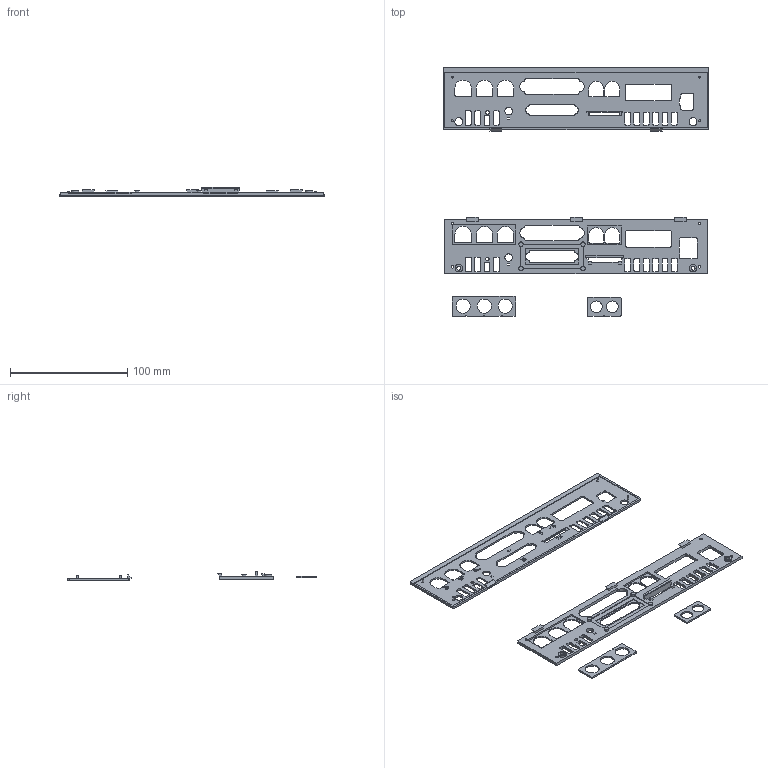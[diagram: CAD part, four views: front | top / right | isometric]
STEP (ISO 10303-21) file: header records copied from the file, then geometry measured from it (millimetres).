
FILE_DESCRIPTION(('HOOPS Exchange Step'),'2;1');
FILE_NAME('temp_export','2025-06-06T11:47:47-04:00',('mcbeav'),('Shapr3D Limited'),'HOOPS Exchange 2024.8','Shapr3D','Authorized');
FILE_SCHEMA( ('AP242_MANAGED_MODEL_BASED_3D_ENGINEERING_MIM_LF {1 0 10303 442 1 1 4}') );
Length unit declared in the file: millimetre
Products named in the file (1): root
Bounding box: 227 x 212 x 8 mm (x, y, z)
Volume: 31731.4 mm3; surface area: 42168.2 mm2
Topology: 4 solids, 4 shells, 749 faces, 2080 edges, 1384 vertices
Faces by surface type: plane 419, cylinder 330
Full cylindrical faces by diameter (mm): 0.6 x1, 0.8 x2, 1 x1, 1.4 x4, 2 x4, 3 x2, 3.4 x2, 3.8 x4, 6.4 x4, 6.8 x4, 10 x2, 12 x3
Entity records: 24367 total; most frequent: DIRECTION 4250, CARTESIAN_POINT 4215, ORIENTED_EDGE 4160, EDGE_CURVE 2080, AXIS2_PLACEMENT_3D 1419, VECTOR 1412, LINE 1412, VERTEX_POINT 1384
